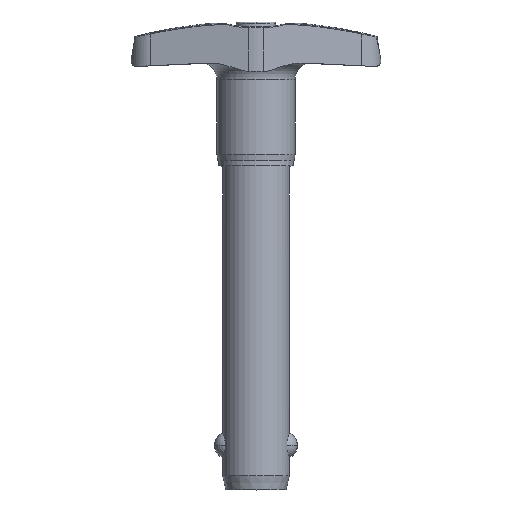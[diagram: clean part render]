
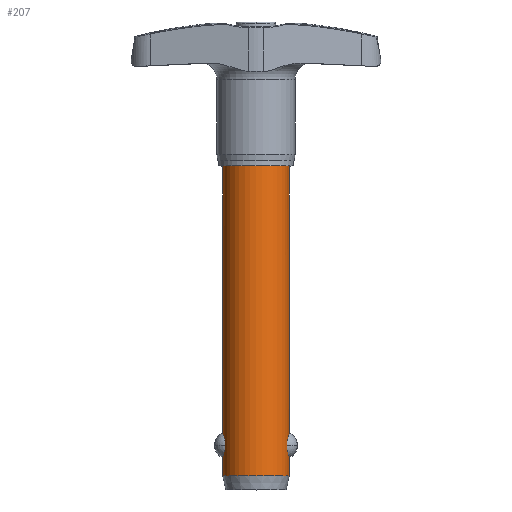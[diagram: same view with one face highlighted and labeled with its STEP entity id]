
A CAD part, top view. The second image highlights one B-rep face of the part: STEP entity #207.
In plain terms, the highlighted cylindrical face has radius 10 mm (diameter 20 mm), a partial arc.
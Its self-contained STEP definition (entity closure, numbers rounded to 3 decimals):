
#207=ADVANCED_FACE('',(#472),#473,.T.);
#472=FACE_OUTER_BOUND('',#794,.T.);
#473=CYLINDRICAL_SURFACE('',#795,10.0);
#794=EDGE_LOOP('',(#1436,#1437,#1438,#1439,#1440,#1441,#1442,#1443,#1444,#1445));
#795=AXIS2_PLACEMENT_3D('',#1446,#1447,#1448);
#1436=ORIENTED_EDGE('',*,*,#2221,.T.);
#1437=ORIENTED_EDGE('',*,*,#2244,.T.);
#1438=ORIENTED_EDGE('',*,*,#2237,.T.);
#1439=ORIENTED_EDGE('',*,*,#2228,.T.);
#1440=ORIENTED_EDGE('',*,*,#2250,.F.);
#1441=ORIENTED_EDGE('',*,*,#2226,.T.);
#1442=ORIENTED_EDGE('',*,*,#2240,.T.);
#1443=ORIENTED_EDGE('',*,*,#2242,.T.);
#1444=ORIENTED_EDGE('',*,*,#2223,.T.);
#1445=ORIENTED_EDGE('',*,*,#2248,.T.);
#1446=CARTESIAN_POINT('',(0.0,-46.375,0.0));
#1447=DIRECTION('',(-0.0,1.0,0.0));
#1448=DIRECTION('',(1.0,0.0,0.0));
#2221=EDGE_CURVE('',#2733,#2734,#2735,.T.);
#2223=EDGE_CURVE('',#2738,#2736,#2739,.T.);
#2226=EDGE_CURVE('',#2744,#2742,#2745,.T.);
#2228=EDGE_CURVE('',#2748,#2746,#2749,.T.);
#2237=EDGE_CURVE('',#2760,#2748,#2762,.T.);
#2240=EDGE_CURVE('',#2742,#2764,#2766,.T.);
#2242=EDGE_CURVE('',#2764,#2738,#2768,.T.);
#2244=EDGE_CURVE('',#2734,#2760,#2770,.T.);
#2248=EDGE_CURVE('',#2736,#2733,#2774,.T.);
#2250=EDGE_CURVE('',#2744,#2746,#2776,.T.);
#2733=VERTEX_POINT('',#3866);
#2734=VERTEX_POINT('',#3867);
#2735=LINE('',#3868,#3869);
#2736=VERTEX_POINT('',#3870);
#2738=VERTEX_POINT('',#3872);
#2739=LINE('',#3873,#3874);
#2742=VERTEX_POINT('',#3898);
#2744=VERTEX_POINT('',#3921);
#2745=LINE('',#3922,#3923);
#2746=VERTEX_POINT('',#3924);
#2748=VERTEX_POINT('',#3926);
#2749=LINE('',#3927,#3928);
#2760=VERTEX_POINT('',#3983);
#2762=B_SPLINE_CURVE_WITH_KNOTS('',3,(#3985,#3986,#3987,#3988,#3989,#3990,#3991,#3992,#3993,#3994,#3995,#3996,#3997,#3998,#3999,#4000,#4001,#4002,#4003,#4004,#4005,#4006),.UNSPECIFIED.,.F.,.F.,(4,2,2,2,2,2,2,2,2,2,4),(11.484,12.114,12.745,13.376,14.006,14.606,15.206,15.711,16.216,16.721,17.226),.UNSPECIFIED.);
#2764=VERTEX_POINT('',#4008);
#2766=B_SPLINE_CURVE_WITH_KNOTS('',3,(#4010,#4011,#4012,#4013,#4014,#4015,#4016,#4017,#4018,#4019,#4020,#4021,#4022,#4023,#4024,#4025,#4026,#4027,#4028,#4029,#4030,#4031),.UNSPECIFIED.,.F.,.F.,(4,2,2,2,2,2,2,2,2,2,4),(17.226,17.731,18.236,18.741,19.246,19.846,20.445,21.076,21.707,22.337,22.968),.UNSPECIFIED.);
#2768=B_SPLINE_CURVE_WITH_KNOTS('',3,(#4033,#4034,#4035,#4036,#4037,#4038,#4039,#4040,#4041,#4042,#4043,#4044,#4045,#4046,#4047,#4048,#4049,#4050,#4051,#4052,#4053,#4054),.UNSPECIFIED.,.F.,.F.,(4,2,2,2,2,2,2,2,2,2,4),(0.0,0.631,1.261,1.892,2.522,3.122,3.722,4.227,4.732,5.237,5.742),.UNSPECIFIED.);
#2770=B_SPLINE_CURVE_WITH_KNOTS('',3,(#4056,#4057,#4058,#4059,#4060,#4061,#4062,#4063,#4064,#4065,#4066,#4067,#4068,#4069,#4070,#4071,#4072,#4073,#4074,#4075,#4076,#4077),.UNSPECIFIED.,.F.,.F.,(4,2,2,2,2,2,2,2,2,2,4),(5.742,6.247,6.752,7.257,7.762,8.362,8.962,9.592,10.223,10.853,11.484),.UNSPECIFIED.);
#2774=CIRCLE('',#4081,10.0);
#2776=CIRCLE('',#4083,10.0);
#3866=CARTESIAN_POINT('',(10.0,-92.75,0.0));
#3867=CARTESIAN_POINT('',(10.0,-87.332,0.));
#3868=CARTESIAN_POINT('',(10.0,-46.375,0.));
#3869=VECTOR('',#4881,1.0);
#3870=CARTESIAN_POINT('',(-10.0,-92.75,0.));
#3872=CARTESIAN_POINT('',(-10.0,-87.332,0.));
#3873=CARTESIAN_POINT('',(-10.0,-46.375,0.));
#3874=VECTOR('',#4885,1.0);
#3898=CARTESIAN_POINT('',(-10.0,-80.0,0.));
#3921=CARTESIAN_POINT('',(-10.0,0.,0.));
#3922=CARTESIAN_POINT('',(-10.0,-46.375,0.));
#3923=VECTOR('',#4886,1.0);
#3924=CARTESIAN_POINT('',(10.0,0.0,0.0));
#3926=CARTESIAN_POINT('',(10.0,-80.0,0.));
#3927=CARTESIAN_POINT('',(10.0,-46.375,0.));
#3928=VECTOR('',#4890,1.0);
#3983=CARTESIAN_POINT('',(9.2,-83.666,3.919));
#3985=CARTESIAN_POINT('',(9.2,-83.666,3.919));
#3986=CARTESIAN_POINT('',(9.2,-83.456,3.919));
#3987=CARTESIAN_POINT('',(9.208,-83.239,3.9));
#3988=CARTESIAN_POINT('',(9.241,-82.806,3.821));
#3989=CARTESIAN_POINT('',(9.266,-82.591,3.761));
#3990=CARTESIAN_POINT('',(9.329,-82.178,3.602));
#3991=CARTESIAN_POINT('',(9.367,-81.979,3.503));
#3992=CARTESIAN_POINT('',(9.45,-81.61,3.274));
#3993=CARTESIAN_POINT('',(9.494,-81.439,3.145));
#3994=CARTESIAN_POINT('',(9.578,-81.141,2.876));
#3995=CARTESIAN_POINT('',(9.624,-80.993,2.721));
#3996=CARTESIAN_POINT('',(9.713,-80.727,2.385));
#3997=CARTESIAN_POINT('',(9.756,-80.61,2.205));
#3998=CARTESIAN_POINT('',(9.821,-80.434,1.888));
#3999=CARTESIAN_POINT('',(9.85,-80.36,1.731));
#4000=CARTESIAN_POINT('',(9.903,-80.23,1.402));
#4001=CARTESIAN_POINT('',(9.926,-80.174,1.229));
#4002=CARTESIAN_POINT('',(9.963,-80.086,0.878));
#4003=CARTESIAN_POINT('',(9.977,-80.053,0.699));
#4004=CARTESIAN_POINT('',(9.996,-80.01,0.344));
#4005=CARTESIAN_POINT('',(10.0,-80.0,0.168));
#4006=CARTESIAN_POINT('',(10.0,-80.0,0.));
#4008=CARTESIAN_POINT('',(-9.2,-83.666,3.919));
#4010=CARTESIAN_POINT('',(-10.0,-80.0,0.));
#4011=CARTESIAN_POINT('',(-10.0,-80.0,0.168));
#4012=CARTESIAN_POINT('',(-9.996,-80.01,0.344));
#4013=CARTESIAN_POINT('',(-9.977,-80.053,0.699));
#4014=CARTESIAN_POINT('',(-9.963,-80.086,0.878));
#4015=CARTESIAN_POINT('',(-9.926,-80.174,1.229));
#4016=CARTESIAN_POINT('',(-9.903,-80.23,1.402));
#4017=CARTESIAN_POINT('',(-9.85,-80.36,1.731));
#4018=CARTESIAN_POINT('',(-9.821,-80.434,1.888));
#4019=CARTESIAN_POINT('',(-9.756,-80.61,2.205));
#4020=CARTESIAN_POINT('',(-9.713,-80.727,2.385));
#4021=CARTESIAN_POINT('',(-9.624,-80.993,2.721));
#4022=CARTESIAN_POINT('',(-9.578,-81.141,2.876));
#4023=CARTESIAN_POINT('',(-9.494,-81.439,3.145));
#4024=CARTESIAN_POINT('',(-9.45,-81.61,3.274));
#4025=CARTESIAN_POINT('',(-9.367,-81.979,3.503));
#4026=CARTESIAN_POINT('',(-9.329,-82.178,3.602));
#4027=CARTESIAN_POINT('',(-9.266,-82.591,3.761));
#4028=CARTESIAN_POINT('',(-9.241,-82.806,3.821));
#4029=CARTESIAN_POINT('',(-9.208,-83.239,3.9));
#4030=CARTESIAN_POINT('',(-9.2,-83.456,3.919));
#4031=CARTESIAN_POINT('',(-9.2,-83.666,3.919));
#4033=CARTESIAN_POINT('',(-9.2,-83.666,3.919));
#4034=CARTESIAN_POINT('',(-9.2,-83.876,3.919));
#4035=CARTESIAN_POINT('',(-9.208,-84.093,3.9));
#4036=CARTESIAN_POINT('',(-9.241,-84.526,3.821));
#4037=CARTESIAN_POINT('',(-9.266,-84.741,3.761));
#4038=CARTESIAN_POINT('',(-9.329,-85.154,3.602));
#4039=CARTESIAN_POINT('',(-9.367,-85.353,3.503));
#4040=CARTESIAN_POINT('',(-9.45,-85.722,3.274));
#4041=CARTESIAN_POINT('',(-9.494,-85.893,3.145));
#4042=CARTESIAN_POINT('',(-9.578,-86.192,2.876));
#4043=CARTESIAN_POINT('',(-9.624,-86.339,2.721));
#4044=CARTESIAN_POINT('',(-9.713,-86.605,2.385));
#4045=CARTESIAN_POINT('',(-9.756,-86.723,2.205));
#4046=CARTESIAN_POINT('',(-9.821,-86.898,1.888));
#4047=CARTESIAN_POINT('',(-9.85,-86.972,1.731));
#4048=CARTESIAN_POINT('',(-9.903,-87.102,1.402));
#4049=CARTESIAN_POINT('',(-9.926,-87.158,1.229));
#4050=CARTESIAN_POINT('',(-9.963,-87.247,0.878));
#4051=CARTESIAN_POINT('',(-9.977,-87.279,0.699));
#4052=CARTESIAN_POINT('',(-9.996,-87.322,0.344));
#4053=CARTESIAN_POINT('',(-10.0,-87.332,0.168));
#4054=CARTESIAN_POINT('',(-10.0,-87.332,0.));
#4056=CARTESIAN_POINT('',(10.0,-87.332,0.0));
#4057=CARTESIAN_POINT('',(10.0,-87.332,0.168));
#4058=CARTESIAN_POINT('',(9.996,-87.322,0.344));
#4059=CARTESIAN_POINT('',(9.977,-87.279,0.699));
#4060=CARTESIAN_POINT('',(9.963,-87.247,0.878));
#4061=CARTESIAN_POINT('',(9.926,-87.158,1.229));
#4062=CARTESIAN_POINT('',(9.903,-87.102,1.402));
#4063=CARTESIAN_POINT('',(9.85,-86.972,1.731));
#4064=CARTESIAN_POINT('',(9.821,-86.898,1.888));
#4065=CARTESIAN_POINT('',(9.756,-86.723,2.205));
#4066=CARTESIAN_POINT('',(9.713,-86.605,2.385));
#4067=CARTESIAN_POINT('',(9.624,-86.339,2.721));
#4068=CARTESIAN_POINT('',(9.578,-86.192,2.876));
#4069=CARTESIAN_POINT('',(9.494,-85.893,3.145));
#4070=CARTESIAN_POINT('',(9.45,-85.722,3.274));
#4071=CARTESIAN_POINT('',(9.367,-85.353,3.503));
#4072=CARTESIAN_POINT('',(9.329,-85.154,3.602));
#4073=CARTESIAN_POINT('',(9.266,-84.741,3.761));
#4074=CARTESIAN_POINT('',(9.241,-84.526,3.821));
#4075=CARTESIAN_POINT('',(9.208,-84.093,3.9));
#4076=CARTESIAN_POINT('',(9.2,-83.876,3.919));
#4077=CARTESIAN_POINT('',(9.2,-83.666,3.919));
#4081=AXIS2_PLACEMENT_3D('',#4905,#4906,#4907);
#4083=AXIS2_PLACEMENT_3D('',#4908,#4909,#4910);
#4881=DIRECTION('',(0.0,1.0,0.0));
#4885=DIRECTION('',(-0.0,-1.0,-0.0));
#4886=DIRECTION('',(-0.0,-1.0,-0.0));
#4890=DIRECTION('',(0.0,1.0,0.0));
#4905=CARTESIAN_POINT('',(0.0,-92.75,0.0));
#4906=DIRECTION('',(-0.0,1.0,0.0));
#4907=DIRECTION('',(1.0,0.0,0.0));
#4908=CARTESIAN_POINT('',(0.0,0.0,0.0));
#4909=DIRECTION('',(-0.0,1.0,0.));
#4910=DIRECTION('',(1.0,0.0,0.0));
